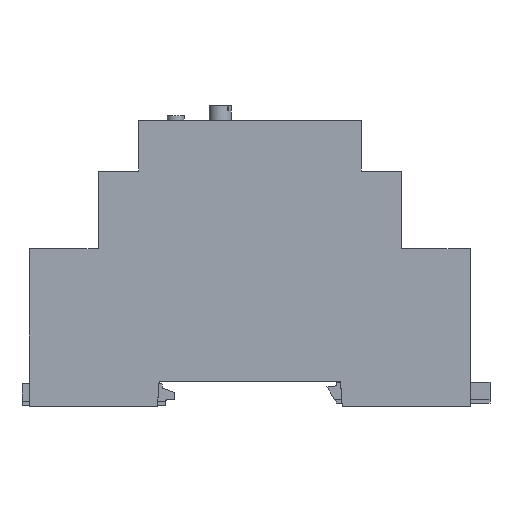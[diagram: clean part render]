
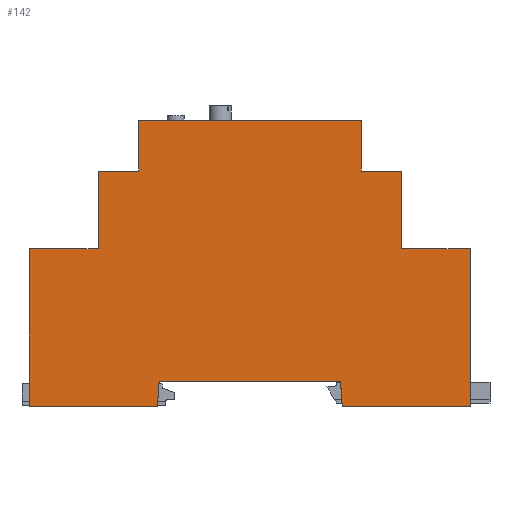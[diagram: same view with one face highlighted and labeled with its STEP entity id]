
A CAD part, left-side view. The second image highlights one B-rep face of the part: STEP entity #142.
In plain terms, the highlighted planar face has unit normal (-1, 0, 0).
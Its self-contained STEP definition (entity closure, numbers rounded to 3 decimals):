
#142=ADVANCED_FACE('',(#4947),#4949,.T.);
#4947=FACE_BOUND('',#4948,.T.);
#4948=EDGE_LOOP('',(#9091,#9092,#9093,#9094,#9095,#9096,#9097,#9098,#9099,#9100,
#9101,#9102,#9103,#9104,#9105,#9106));
#4949=PLANE('',#4950);
#4950=AXIS2_PLACEMENT_3D('',#4951,#4952,#4953);
#4951=CARTESIAN_POINT('',(-8.5,0.,0.));
#4952=DIRECTION('',(-1.,0.,0.));
#4953=DIRECTION('',(0.,0.,-1.));
#9091=ORIENTED_EDGE('',*,*,#12242,.T.);
#9092=ORIENTED_EDGE('',*,*,#12304,.T.);
#9093=ORIENTED_EDGE('',*,*,#12307,.T.);
#9094=ORIENTED_EDGE('',*,*,#12308,.T.);
#9095=ORIENTED_EDGE('',*,*,#12309,.T.);
#9096=ORIENTED_EDGE('',*,*,#12310,.T.);
#9097=ORIENTED_EDGE('',*,*,#12311,.T.);
#9098=ORIENTED_EDGE('',*,*,#12312,.T.);
#9099=ORIENTED_EDGE('',*,*,#12313,.T.);
#9100=ORIENTED_EDGE('',*,*,#12314,.T.);
#9101=ORIENTED_EDGE('',*,*,#12315,.T.);
#9102=ORIENTED_EDGE('',*,*,#12316,.T.);
#9103=ORIENTED_EDGE('',*,*,#12317,.T.);
#9104=ORIENTED_EDGE('',*,*,#12318,.T.);
#9105=ORIENTED_EDGE('',*,*,#12319,.T.);
#9106=ORIENTED_EDGE('',*,*,#12320,.T.);
#12242=EDGE_CURVE('',#13917,#13915,#13918,.T.);
#12304=EDGE_CURVE('',#13915,#14032,#14034,.T.);
#12307=EDGE_CURVE('',#14032,#14038,#14039,.T.);
#12308=EDGE_CURVE('',#14038,#14040,#14041,.T.);
#12309=EDGE_CURVE('',#14040,#14042,#14043,.T.);
#12310=EDGE_CURVE('',#14042,#14044,#14045,.T.);
#12311=EDGE_CURVE('',#14044,#14046,#14047,.T.);
#12312=EDGE_CURVE('',#14046,#14048,#14049,.T.);
#12313=EDGE_CURVE('',#14048,#14050,#14051,.T.);
#12314=EDGE_CURVE('',#14050,#14052,#14053,.T.);
#12315=EDGE_CURVE('',#14052,#14054,#14055,.T.);
#12316=EDGE_CURVE('',#14054,#14056,#14057,.T.);
#12317=EDGE_CURVE('',#14056,#14058,#14059,.T.);
#12318=EDGE_CURVE('',#14058,#14060,#14061,.T.);
#12319=EDGE_CURVE('',#14060,#14062,#14063,.T.);
#12320=EDGE_CURVE('',#14062,#13917,#14064,.T.);
#13915=VERTEX_POINT('',#16505);
#13917=VERTEX_POINT('',#16509);
#13918=LINE('',#16510,#16511);
#14032=VERTEX_POINT('',#16746);
#14034=LINE('',#16750,#16751);
#14038=VERTEX_POINT('',#16760);
#14039=LINE('',#16761,#16762);
#14040=VERTEX_POINT('',#16764);
#14041=LINE('',#16765,#16766);
#14042=VERTEX_POINT('',#16768);
#14043=LINE('',#16769,#16770);
#14044=VERTEX_POINT('',#16772);
#14045=LINE('',#16773,#16774);
#14046=VERTEX_POINT('',#16776);
#14047=LINE('',#16777,#16778);
#14048=VERTEX_POINT('',#16780);
#14049=LINE('',#16781,#16782);
#14050=VERTEX_POINT('',#16784);
#14051=LINE('',#16785,#16786);
#14052=VERTEX_POINT('',#16788);
#14053=LINE('',#16789,#16790);
#14054=VERTEX_POINT('',#16792);
#14055=LINE('',#16793,#16794);
#14056=VERTEX_POINT('',#16796);
#14057=LINE('',#16797,#16798);
#14058=VERTEX_POINT('',#16800);
#14059=LINE('',#16801,#16802);
#14060=VERTEX_POINT('',#16804);
#14061=LINE('',#16805,#16806);
#14062=VERTEX_POINT('',#16808);
#14063=LINE('',#16809,#16810);
#14064=LINE('',#16812,#16813);
#16505=CARTESIAN_POINT('',(-8.5,44.6,-4.987));
#16509=CARTESIAN_POINT('',(-8.5,44.6,26.878));
#16510=CARTESIAN_POINT('',(-8.5,44.6,26.878));
#16511=VECTOR('',#16512,1.);
#16512=DIRECTION('',(0.,0.,-1.));
#16746=CARTESIAN_POINT('',(-8.5,18.7,-4.987));
#16750=CARTESIAN_POINT('',(-8.5,44.6,-4.987));
#16751=VECTOR('',#16752,1.);
#16752=DIRECTION('',(0.,-1.,0.));
#16760=CARTESIAN_POINT('',(-8.5,18.351,0.));
#16761=CARTESIAN_POINT('',(-8.5,18.7,-4.987));
#16762=VECTOR('',#16763,1.);
#16763=DIRECTION('',(0.,-0.07,0.998));
#16764=CARTESIAN_POINT('',(-8.5,-18.351,0.));
#16765=CARTESIAN_POINT('',(-8.5,18.351,0.));
#16766=VECTOR('',#16767,1.);
#16767=DIRECTION('',(0.,-1.,0.));
#16768=CARTESIAN_POINT('',(-8.5,-18.7,-4.987));
#16769=CARTESIAN_POINT('',(-8.5,-18.351,0.));
#16770=VECTOR('',#16771,1.);
#16771=DIRECTION('',(0.,-0.07,-0.998));
#16772=CARTESIAN_POINT('',(-8.5,-44.6,-4.987));
#16773=CARTESIAN_POINT('',(-8.5,-18.7,-4.987));
#16774=VECTOR('',#16775,1.);
#16775=DIRECTION('',(0.,-1.,0.));
#16776=CARTESIAN_POINT('',(-8.5,-44.6,26.878));
#16777=CARTESIAN_POINT('',(-8.5,-44.6,-4.987));
#16778=VECTOR('',#16779,1.);
#16779=DIRECTION('',(0.,0.,1.));
#16780=CARTESIAN_POINT('',(-8.5,-30.7,26.878));
#16781=CARTESIAN_POINT('',(-8.5,-44.6,26.878));
#16782=VECTOR('',#16783,1.);
#16783=DIRECTION('',(0.,1.,0.));
#16784=CARTESIAN_POINT('',(-8.5,-30.7,42.606));
#16785=CARTESIAN_POINT('',(-8.5,-30.7,26.878));
#16786=VECTOR('',#16787,1.);
#16787=DIRECTION('',(0.,0.,1.));
#16788=CARTESIAN_POINT('',(-8.5,-22.5,42.606));
#16789=CARTESIAN_POINT('',(-8.5,-30.7,42.606));
#16790=VECTOR('',#16791,1.);
#16791=DIRECTION('',(0.,1.,0.));
#16792=CARTESIAN_POINT('',(-8.5,-22.5,52.804));
#16793=CARTESIAN_POINT('',(-8.5,-22.5,42.606));
#16794=VECTOR('',#16795,1.);
#16795=DIRECTION('',(0.,0.,1.));
#16796=CARTESIAN_POINT('',(-8.5,22.5,52.804));
#16797=CARTESIAN_POINT('',(-8.5,-22.5,52.804));
#16798=VECTOR('',#16799,1.);
#16799=DIRECTION('',(0.,1.,0.));
#16800=CARTESIAN_POINT('',(-8.5,22.5,42.606));
#16801=CARTESIAN_POINT('',(-8.5,22.5,52.804));
#16802=VECTOR('',#16803,1.);
#16803=DIRECTION('',(0.,0.,-1.));
#16804=CARTESIAN_POINT('',(-8.5,30.7,42.606));
#16805=CARTESIAN_POINT('',(-8.5,22.5,42.606));
#16806=VECTOR('',#16807,1.);
#16807=DIRECTION('',(0.,1.,0.));
#16808=CARTESIAN_POINT('',(-8.5,30.7,26.878));
#16809=CARTESIAN_POINT('',(-8.5,30.7,42.606));
#16810=VECTOR('',#16811,1.);
#16811=DIRECTION('',(0.,0.,-1.));
#16812=CARTESIAN_POINT('',(-8.5,30.7,26.878));
#16813=VECTOR('',#16814,1.);
#16814=DIRECTION('',(0.,1.,0.));
